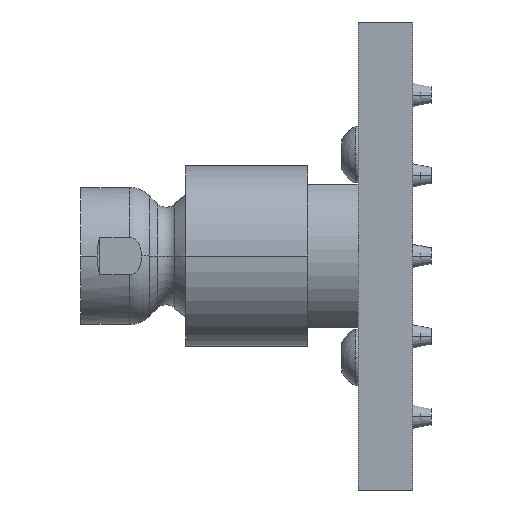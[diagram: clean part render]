
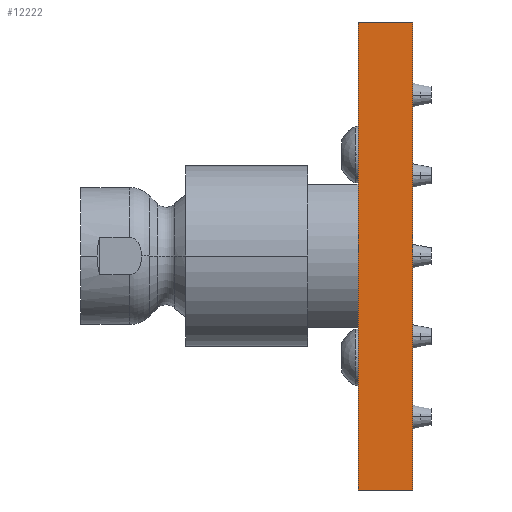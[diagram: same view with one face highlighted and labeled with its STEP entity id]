
A CAD part, left-side view. The second image highlights one B-rep face of the part: STEP entity #12222.
In plain terms, the highlighted planar face has unit normal (-1, 0, 0).
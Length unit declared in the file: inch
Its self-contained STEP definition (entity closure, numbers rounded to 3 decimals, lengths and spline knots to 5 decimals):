
#155=DIRECTION('',(0.,0.,1.));
#156=VECTOR('',#155,3.09);
#157=CARTESIAN_POINT('',(-3.937,0.,-1.545));
#158=LINE('',#157,#156);
#1064=DIRECTION('',(0.,1.,0.));
#1065=VECTOR('',#1064,0.362);
#1066=CARTESIAN_POINT('',(-3.937,0.,-1.545));
#1067=LINE('',#1066,#1065);
#1085=DIRECTION('',(0.,1.,0.));
#1086=VECTOR('',#1085,0.362);
#1087=CARTESIAN_POINT('',(-3.937,0.,1.545));
#1088=LINE('',#1087,#1086);
#1092=DIRECTION('',(0.,0.,1.));
#1093=VECTOR('',#1092,3.09);
#1094=CARTESIAN_POINT('',(-3.937,0.362,-1.545));
#1095=LINE('',#1094,#1093);
#10250=CARTESIAN_POINT('',(-3.937,0.,-1.545));
#10251=CARTESIAN_POINT('',(-3.937,0.,1.545));
#10252=VERTEX_POINT('',#10250);
#10253=VERTEX_POINT('',#10251);
#10258=CARTESIAN_POINT('',(-3.937,0.362,-1.545));
#10259=CARTESIAN_POINT('',(-3.937,0.362,1.545));
#10260=VERTEX_POINT('',#10258);
#10261=VERTEX_POINT('',#10259);
#12208=CARTESIAN_POINT('',(-3.937,0.,-1.545));
#12209=DIRECTION('',(-1.,0.,0.));
#12210=DIRECTION('',(0.,0.,1.));
#12211=AXIS2_PLACEMENT_3D('',#12208,#12209,#12210);
#12212=PLANE('',#12211);
#12213=ORIENTED_EDGE('',*,*,#11867,.F.);
#12215=ORIENTED_EDGE('',*,*,#12214,.T.);
#12217=ORIENTED_EDGE('',*,*,#12216,.T.);
#12219=ORIENTED_EDGE('',*,*,#12218,.F.);
#12220=EDGE_LOOP('',(#12213,#12215,#12217,#12219));
#12221=FACE_OUTER_BOUND('',#12220,.F.);
#11867=EDGE_CURVE('',#10252,#10253,#158,.T.);
#12214=EDGE_CURVE('',#10252,#10260,#1067,.T.);
#12216=EDGE_CURVE('',#10260,#10261,#1095,.T.);
#12218=EDGE_CURVE('',#10253,#10261,#1088,.T.);
#12222=ADVANCED_FACE('',(#12221),#12212,.T.);
